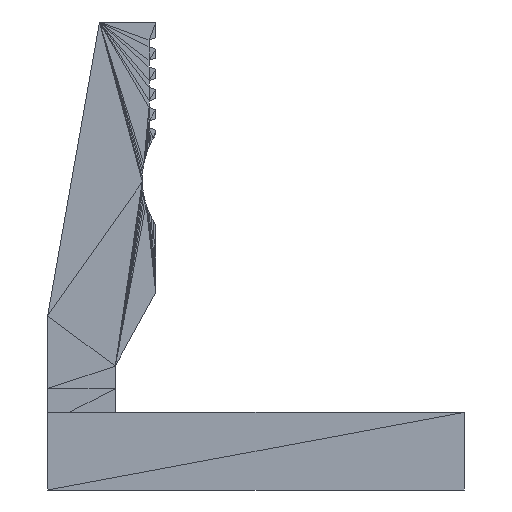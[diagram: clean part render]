
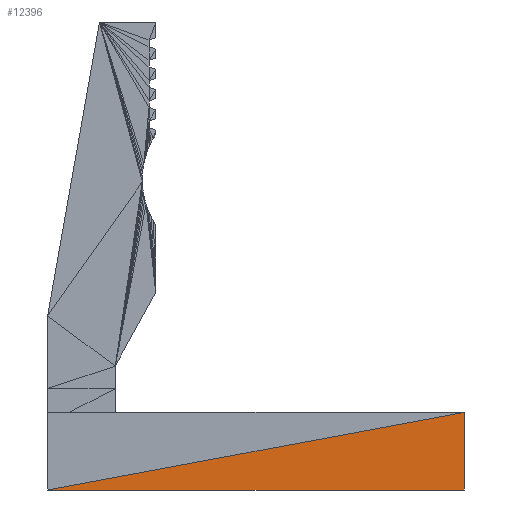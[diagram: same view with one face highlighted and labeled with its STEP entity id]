
A CAD part, front view. The second image highlights one B-rep face of the part: STEP entity #12396.
In plain terms, the highlighted planar face has unit normal (0, -1, 0).
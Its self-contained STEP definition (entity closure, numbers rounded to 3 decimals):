
#5754 = VERTEX_POINT('',#5755);
#5755 = CARTESIAN_POINT('',(18.5,0.,3.45));
#5839 = PLANE('',#5840);
#5840 = AXIS2_PLACEMENT_3D('',#5841,#5842,#5843);
#5841 = CARTESIAN_POINT('',(-1.566,0.,
    1.566));
#5842 = DIRECTION('',(0.,-1.,0.));
#5843 = DIRECTION('',(0.,0.,-1.));
#6837 = VERTEX_POINT('',#6838);
#6838 = CARTESIAN_POINT('',(18.5,0.,-3.45));
#6878 = PLANE('',#6879);
#6879 = AXIS2_PLACEMENT_3D('',#6880,#6881,#6882);
#6880 = CARTESIAN_POINT('',(18.5,0.152,0.034));
#6881 = DIRECTION('',(1.,0.,0.));
#6882 = DIRECTION('',(0.,1.,0.));
#6892 = EDGE_CURVE('',#5754,#6837,#6893,.T.);
#6893 = SURFACE_CURVE('',#6894,(#6898,#6905),.PCURVE_S1.);
#6894 = LINE('',#6895,#6896);
#6895 = CARTESIAN_POINT('',(18.5,0.,3.45));
#6896 = VECTOR('',#6897,1.);
#6897 = DIRECTION('',(0.,0.,-1.));
#6898 = PCURVE('',#6878,#6899);
#6899 = DEFINITIONAL_REPRESENTATION('',(#6900),#6904);
#6900 = LINE('',#6901,#6902);
#6901 = CARTESIAN_POINT('',(-0.152,3.416));
#6902 = VECTOR('',#6903,1.);
#6903 = DIRECTION('',(0.,-1.));
#6904 = ( GEOMETRIC_REPRESENTATION_CONTEXT(2) 
PARAMETRIC_REPRESENTATION_CONTEXT() REPRESENTATION_CONTEXT('2D SPACE',''
  ) );
#6905 = PCURVE('',#6906,#6911);
#6906 = PLANE('',#6907);
#6907 = AXIS2_PLACEMENT_3D('',#6908,#6909,#6910);
#6908 = CARTESIAN_POINT('',(1.566,0.,
    -1.566));
#6909 = DIRECTION('',(0.,-1.,0.));
#6910 = DIRECTION('',(0.,0.,-1.));
#6911 = DEFINITIONAL_REPRESENTATION('',(#6912),#6915);
#6912 = B_SPLINE_CURVE_WITH_KNOTS('',1,(#6913,#6914),.UNSPECIFIED.,.F.,
  .F.,(2,2),(0.,6.9),.PIECEWISE_BEZIER_KNOTS.);
#6913 = CARTESIAN_POINT('',(-5.016,16.934));
#6914 = CARTESIAN_POINT('',(1.884,16.934));
#6915 = ( GEOMETRIC_REPRESENTATION_CONTEXT(2) 
PARAMETRIC_REPRESENTATION_CONTEXT() REPRESENTATION_CONTEXT('2D SPACE',''
  ) );
#6963 = PLANE('',#6964);
#6964 = AXIS2_PLACEMENT_3D('',#6965,#6966,#6967);
#6965 = CARTESIAN_POINT('',(0.149,0.151,
    -3.45));
#6966 = DIRECTION('',(0.,0.,-1.));
#6967 = DIRECTION('',(0.,-1.,0.));
#7116 = VERTEX_POINT('',#7117);
#7117 = CARTESIAN_POINT('',(-18.5,0.,-3.45));
#7161 = EDGE_CURVE('',#6837,#7116,#7162,.T.);
#7162 = SURFACE_CURVE('',#7163,(#7167,#7174),.PCURVE_S1.);
#7163 = LINE('',#7164,#7165);
#7164 = CARTESIAN_POINT('',(18.5,0.,-3.45));
#7165 = VECTOR('',#7166,1.);
#7166 = DIRECTION('',(-1.,0.,0.));
#7167 = PCURVE('',#6963,#7168);
#7168 = DEFINITIONAL_REPRESENTATION('',(#7169),#7173);
#7169 = LINE('',#7170,#7171);
#7170 = CARTESIAN_POINT('',(0.151,-18.351));
#7171 = VECTOR('',#7172,1.);
#7172 = DIRECTION('',(0.,1.));
#7173 = ( GEOMETRIC_REPRESENTATION_CONTEXT(2) 
PARAMETRIC_REPRESENTATION_CONTEXT() REPRESENTATION_CONTEXT('2D SPACE',''
  ) );
#7174 = PCURVE('',#6906,#7175);
#7175 = DEFINITIONAL_REPRESENTATION('',(#7176),#7179);
#7176 = B_SPLINE_CURVE_WITH_KNOTS('',1,(#7177,#7178),.UNSPECIFIED.,.F.,
  .F.,(2,2),(0.,37.),.PIECEWISE_BEZIER_KNOTS.);
#7177 = CARTESIAN_POINT('',(1.884,16.934));
#7178 = CARTESIAN_POINT('',(1.884,-20.066));
#7179 = ( GEOMETRIC_REPRESENTATION_CONTEXT(2) 
PARAMETRIC_REPRESENTATION_CONTEXT() REPRESENTATION_CONTEXT('2D SPACE',''
  ) );
#12377 = EDGE_CURVE('',#7116,#5754,#12378,.T.);
#12378 = SURFACE_CURVE('',#12379,(#12383,#12390),.PCURVE_S1.);
#12379 = LINE('',#12380,#12381);
#12380 = CARTESIAN_POINT('',(-18.5,0.,-3.45));
#12381 = VECTOR('',#12382,1.);
#12382 = DIRECTION('',(0.983,0.,0.183
    ));
#12383 = PCURVE('',#5839,#12384);
#12384 = DEFINITIONAL_REPRESENTATION('',(#12385),#12389);
#12385 = LINE('',#12386,#12387);
#12386 = CARTESIAN_POINT('',(5.016,-16.934));
#12387 = VECTOR('',#12388,1.);
#12388 = DIRECTION('',(-0.183,0.983));
#12389 = ( GEOMETRIC_REPRESENTATION_CONTEXT(2) 
PARAMETRIC_REPRESENTATION_CONTEXT() REPRESENTATION_CONTEXT('2D SPACE',''
  ) );
#12390 = PCURVE('',#6906,#12391);
#12391 = DEFINITIONAL_REPRESENTATION('',(#12392),#12395);
#12392 = B_SPLINE_CURVE_WITH_KNOTS('',1,(#12393,#12394),.UNSPECIFIED.,
  .F.,.F.,(2,2),(0.,37.638),.PIECEWISE_BEZIER_KNOTS.);
#12393 = CARTESIAN_POINT('',(1.884,-20.066));
#12394 = CARTESIAN_POINT('',(-5.016,16.934));
#12395 = ( GEOMETRIC_REPRESENTATION_CONTEXT(2) 
PARAMETRIC_REPRESENTATION_CONTEXT() REPRESENTATION_CONTEXT('2D SPACE',''
  ) );
#12396 = ADVANCED_FACE('',(#12397),#6906,.T.);
#12397 = FACE_BOUND('',#12398,.T.);
#12398 = EDGE_LOOP('',(#12399,#12400,#12401));
#12399 = ORIENTED_EDGE('',*,*,#6892,.F.);
#12400 = ORIENTED_EDGE('',*,*,#12377,.F.);
#12401 = ORIENTED_EDGE('',*,*,#7161,.F.);
